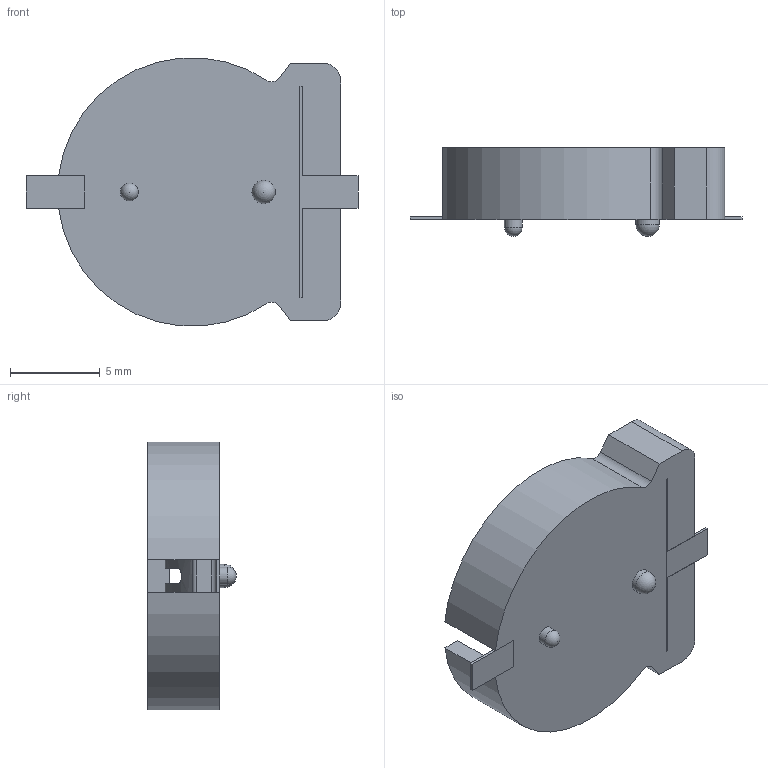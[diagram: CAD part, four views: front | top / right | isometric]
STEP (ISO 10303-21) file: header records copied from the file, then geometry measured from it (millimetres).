
FILE_DESCRIPTION(/* description */ (''),/* implementation_level */ '2;1');
FILE_NAME(/* name */ 'CR1220_Holder_SMT v3.step',/* time_stamp */ '2018-05-17T10:03:31+08:00',/* author */ (''),/* organization */ (''),/* preprocessor_version */ 'ST-DEVELOPER v17',/* originating_system */ 'Autodesk Translation Framework v7.1.0.215',/* authorisation */ '');
FILE_SCHEMA (('AUTOMOTIVE_DESIGN { 1 0 10303 214 3 1 1 }'));
Length unit declared in the file: millimetre
Products named in the file (1): CR1220_Holder_SMT
Bounding box: 18.54 x 4.94 x 14.95 mm (x, y, z)
Volume: 427.1 mm3; surface area: 1000.2 mm2
Topology: 4 solids, 4 shells, 114 faces, 316 edges, 210 vertices
Faces by surface type: plane 91, cylinder 18, bspline 3, sphere 2
Full cylindrical faces by diameter (mm): 1 x1, 1.3 x1
Entity records: 4299 total; most frequent: CARTESIAN_POINT 1334, ORIENTED_EDGE 628, DIRECTION 564, EDGE_CURVE 314, LINE 256, VECTOR 256, VERTEX_POINT 210, AXIS2_PLACEMENT_3D 154
